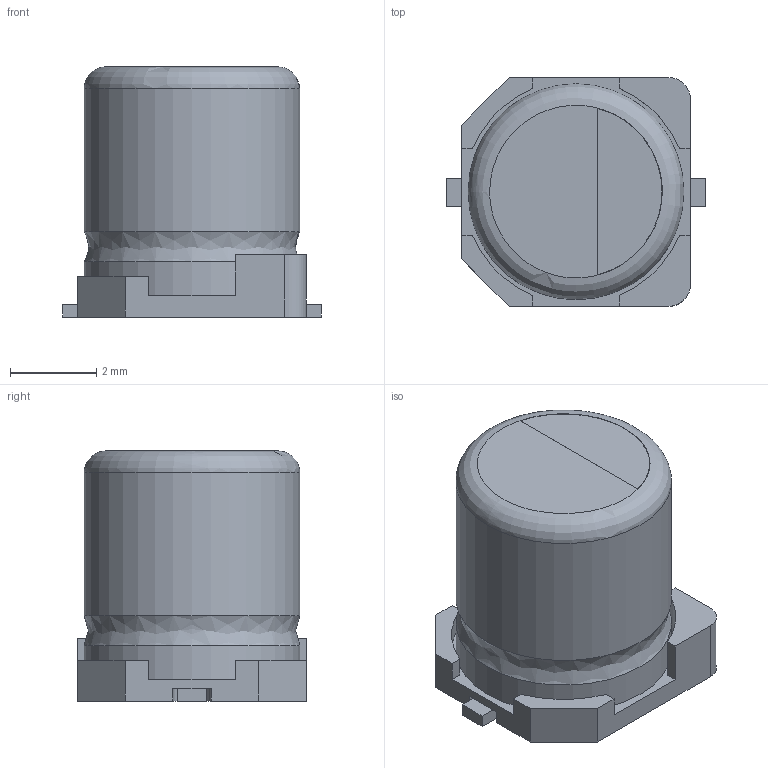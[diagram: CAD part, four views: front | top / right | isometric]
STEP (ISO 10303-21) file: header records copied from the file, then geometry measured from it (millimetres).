
FILE_DESCRIPTION((' '),'2;1');
FILE_NAME( 'CAPAE530X550N-(C).stp', '2022-09-09T16:37:22', (' '), ('--- Datakit www.datakit.com---'), ' Datakit CrossCadWare V2022.3 Jun 15 2022', 'DATAKIT 2022 (c)', ' ');
FILE_SCHEMA(('AP242_MANAGED_MODEL_BASED_3D_ENGINEERING_MIM_LF { 1 0 10303 442 1 1 4 }'));
Length unit declared in the file: millimetre
Products named in the file (1): CAPAE530X550N-(C)
Bounding box: 6 x 5.3 x 5.8 mm (x, y, z)
Volume: 119.3 mm3; surface area: 212 mm2
Topology: 4 solids, 4 shells, 69 faces, 178 edges, 116 vertices
Faces by surface type: plane 48, cylinder 17, revolution 4
Full cylindrical faces by diameter (mm): 0.65 x2, 0.8 x2, 5 x2
Entity records: 2182 total; most frequent: CARTESIAN_POINT 386, DIRECTION 348, ORIENTED_EDGE 332, EDGE_CURVE 166, VECTOR 124, LINE 124, VERTEX_POINT 114, AXIS2_PLACEMENT_3D 110
